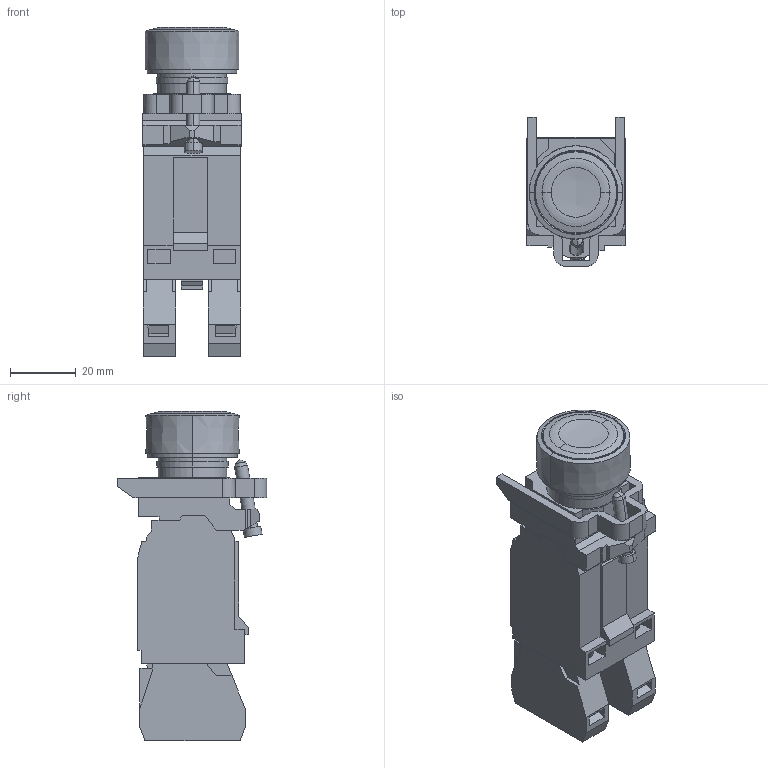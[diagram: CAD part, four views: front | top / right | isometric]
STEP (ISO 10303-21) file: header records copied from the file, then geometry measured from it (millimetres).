
FILE_DESCRIPTION((''),'2;1');
FILE_NAME('SB108835V_3D-SOFTWARE_COLOUR','2013-09-17T',('SESA231906'),('Schneider-Electric'),'PRO/ENGINEER BY PARAMETRIC TECHNOLOGY CORPORATION, 2011410','PRO/ENGINEER BY PARAMETRIC TECHNOLOGY CORPORATION, 2011410','');
FILE_SCHEMA(('CONFIG_CONTROL_DESIGN'));
Length unit declared in the file: millimetre
Products named in the file (1): SB108835V_3D-SOFTWARE_COLOUR
Bounding box: 29.9 x 45.48 x 100.45 mm (x, y, z)
Volume: 72138.3 mm3; surface area: 20552.6 mm2
Topology: 1 solids, 1 shells, 283 faces, 784 edges, 512 vertices
Faces by surface type: plane 212, cylinder 51, cone 16, sphere 2, torus 2
Entity records: 9257 total; most frequent: CARTESIAN_POINT 1903, ORIENTED_EDGE 1564, DIRECTION 1454, EDGE_CURVE 782, VECTOR 610, LINE 610, VERTEX_POINT 512, AXIS2_PLACEMENT_3D 422
